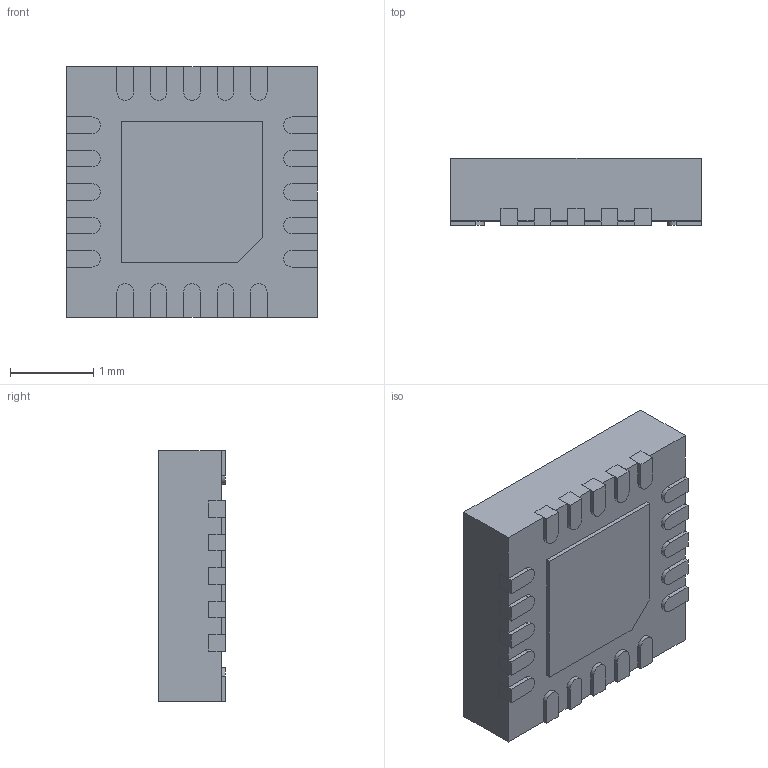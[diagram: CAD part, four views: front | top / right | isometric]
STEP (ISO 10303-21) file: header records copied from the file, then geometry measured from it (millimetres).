
FILE_DESCRIPTION (( 'STEP AP214' ), '1' );
FILE_NAME ('TPD8S300RUKR.STEP', '2019-07-18T12:53:35', ( '' ), ( '' ), 'SwSTEP 2.0', 'SolidWorks 2017', '' );
FILE_SCHEMA (( 'AUTOMOTIVE_DESIGN' ));
Length unit declared in the file: millimetre
Products named in the file (1): TPD8S300RUKR
Bounding box: 3 x 0.8 x 3 mm (x, y, z)
Volume: 7 mm3; surface area: 43.3 mm2
Topology: 22 solids, 22 shells, 229 faces, 552 edges, 368 vertices
Faces by surface type: plane 179, cylinder 50
Entity records: 6849 total; most frequent: CARTESIAN_POINT 1150, DIRECTION 1112, ORIENTED_EDGE 1104, EDGE_CURVE 552, LINE 452, VECTOR 452, VERTEX_POINT 368, AXIS2_PLACEMENT_3D 330
